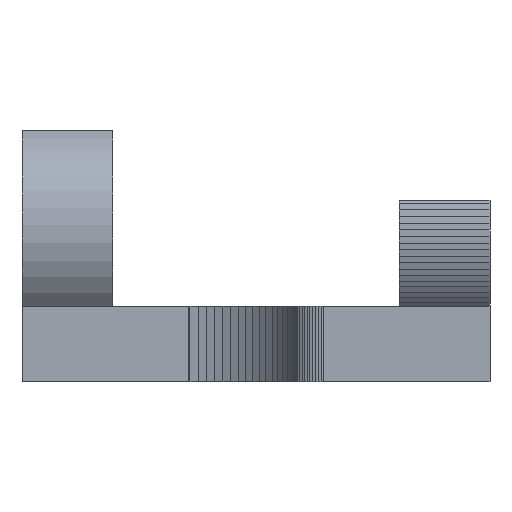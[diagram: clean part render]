
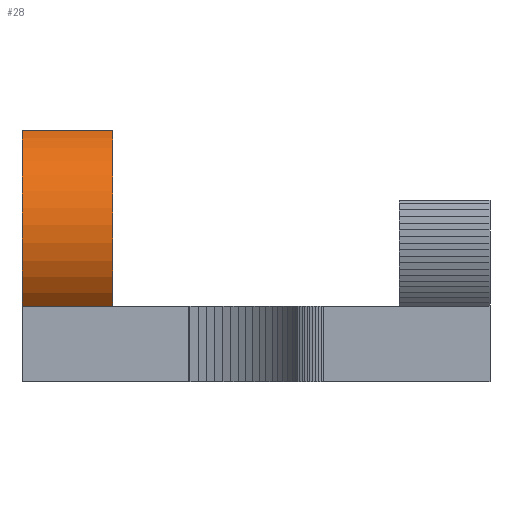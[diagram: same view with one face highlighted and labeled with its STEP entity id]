
A CAD part, left-side view. The second image highlights one B-rep face of the part: STEP entity #28.
In plain terms, the highlighted cylindrical face has radius 7.1 mm (diameter 14.2 mm), a partial arc.
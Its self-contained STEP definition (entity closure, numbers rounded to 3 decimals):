
#28 = ADVANCED_FACE('',(#29),#44,.T.);
#29 = FACE_BOUND('',#30,.T.);
#30 = EDGE_LOOP('',(#31,#71,#97,#130));
#31 = ORIENTED_EDGE('',*,*,#32,.T.);
#32 = EDGE_CURVE('',#33,#35,#37,.T.);
#33 = VERTEX_POINT('',#34);
#34 = CARTESIAN_POINT('',(-2.5,28.,13.645));
#35 = VERTEX_POINT('',#36);
#36 = CARTESIAN_POINT('',(-5.041,28.,2.));
#37 = SURFACE_CURVE('',#38,(#43,#55),.PCURVE_S1.);
#38 = CIRCLE('',#39,7.1);
#39 = AXIS2_PLACEMENT_3D('',#40,#41,#42);
#40 = CARTESIAN_POINT('',(0.,28.,7.));
#41 = DIRECTION('',(0.,-1.,0.));
#42 = DIRECTION('',(1.,0.,0.));
#43 = PCURVE('',#44,#49);
#44 = CYLINDRICAL_SURFACE('',#45,7.1);
#45 = AXIS2_PLACEMENT_3D('',#46,#47,#48);
#46 = CARTESIAN_POINT('',(0.,28.,7.));
#47 = DIRECTION('',(0.,-1.,0.));
#48 = DIRECTION('',(1.,0.,0.));
#49 = DEFINITIONAL_REPRESENTATION('',(#50),#54);
#50 = LINE('',#51,#52);
#51 = CARTESIAN_POINT('',(0.,0.));
#52 = VECTOR('',#53,1.);
#53 = DIRECTION('',(1.,0.));
#54 = ( GEOMETRIC_REPRESENTATION_CONTEXT(2) 
PARAMETRIC_REPRESENTATION_CONTEXT() REPRESENTATION_CONTEXT('2D SPACE',''
  ) );
#55 = PCURVE('',#56,#61);
#56 = PLANE('',#57);
#57 = AXIS2_PLACEMENT_3D('',#58,#59,#60);
#58 = CARTESIAN_POINT('',(-2.5,28.,10.25));
#59 = DIRECTION('',(0.,1.,-0.));
#60 = DIRECTION('',(0.,0.,1.));
#61 = DEFINITIONAL_REPRESENTATION('',(#62),#70);
#62 = ( BOUNDED_CURVE() B_SPLINE_CURVE(2,(#63,#64,#65,#66,#67,#68,#69),
.UNSPECIFIED.,.F.,.F.) B_SPLINE_CURVE_WITH_KNOTS((1,2,2,2,2,1),(
    -2.094,0.,2.094,4.189,6.283,
8.378),.UNSPECIFIED.) CURVE() GEOMETRIC_REPRESENTATION_ITEM() 
RATIONAL_B_SPLINE_CURVE((1.,0.5,1.,0.5,1.,0.5,1.)) REPRESENTATION_ITEM(
  '') );
#63 = CARTESIAN_POINT('',(-3.25,9.6));
#64 = CARTESIAN_POINT('',(9.048,9.6));
#65 = CARTESIAN_POINT('',(2.899,-1.05));
#66 = CARTESIAN_POINT('',(-3.25,-11.7));
#67 = CARTESIAN_POINT('',(-9.398,-1.05));
#68 = CARTESIAN_POINT('',(-15.547,9.6));
#69 = CARTESIAN_POINT('',(-3.25,9.6));
#70 = ( GEOMETRIC_REPRESENTATION_CONTEXT(2) 
PARAMETRIC_REPRESENTATION_CONTEXT() REPRESENTATION_CONTEXT('2D SPACE',''
  ) );
#71 = ORIENTED_EDGE('',*,*,#72,.T.);
#72 = EDGE_CURVE('',#35,#73,#75,.T.);
#73 = VERTEX_POINT('',#74);
#74 = CARTESIAN_POINT('',(-5.041,22.,2.));
#75 = SURFACE_CURVE('',#76,(#80,#86),.PCURVE_S1.);
#76 = LINE('',#77,#78);
#77 = CARTESIAN_POINT('',(-5.041,28.,2.));
#78 = VECTOR('',#79,1.);
#79 = DIRECTION('',(0.,-1.,0.));
#80 = PCURVE('',#44,#81);
#81 = DEFINITIONAL_REPRESENTATION('',(#82),#85);
#82 = B_SPLINE_CURVE_WITH_KNOTS('',1,(#83,#84),.UNSPECIFIED.,.F.,.F.,(2,
    2),(0.,6.),.PIECEWISE_BEZIER_KNOTS.);
#83 = CARTESIAN_POINT('',(3.923,0.));
#84 = CARTESIAN_POINT('',(3.923,6.));
#85 = ( GEOMETRIC_REPRESENTATION_CONTEXT(2) 
PARAMETRIC_REPRESENTATION_CONTEXT() REPRESENTATION_CONTEXT('2D SPACE',''
  ) );
#86 = PCURVE('',#87,#92);
#87 = PLANE('',#88);
#88 = AXIS2_PLACEMENT_3D('',#89,#90,#91);
#89 = CARTESIAN_POINT('',(0.062,11.772,2.));
#90 = DIRECTION('',(0.,0.,1.));
#91 = DIRECTION('',(1.,0.,0.));
#92 = DEFINITIONAL_REPRESENTATION('',(#93),#96);
#93 = B_SPLINE_CURVE_WITH_KNOTS('',1,(#94,#95),.UNSPECIFIED.,.F.,.F.,(2,
    2),(0.,6.),.PIECEWISE_BEZIER_KNOTS.);
#94 = CARTESIAN_POINT('',(-5.103,16.228));
#95 = CARTESIAN_POINT('',(-5.103,10.228));
#96 = ( GEOMETRIC_REPRESENTATION_CONTEXT(2) 
PARAMETRIC_REPRESENTATION_CONTEXT() REPRESENTATION_CONTEXT('2D SPACE',''
  ) );
#97 = ORIENTED_EDGE('',*,*,#98,.F.);
#98 = EDGE_CURVE('',#99,#73,#101,.T.);
#99 = VERTEX_POINT('',#100);
#100 = CARTESIAN_POINT('',(-2.5,22.,13.645));
#101 = SURFACE_CURVE('',#102,(#107,#114),.PCURVE_S1.);
#102 = CIRCLE('',#103,7.1);
#103 = AXIS2_PLACEMENT_3D('',#104,#105,#106);
#104 = CARTESIAN_POINT('',(0.,22.,7.));
#105 = DIRECTION('',(0.,-1.,0.));
#106 = DIRECTION('',(1.,0.,0.));
#107 = PCURVE('',#44,#108);
#108 = DEFINITIONAL_REPRESENTATION('',(#109),#113);
#109 = LINE('',#110,#111);
#110 = CARTESIAN_POINT('',(0.,6.));
#111 = VECTOR('',#112,1.);
#112 = DIRECTION('',(1.,0.));
#113 = ( GEOMETRIC_REPRESENTATION_CONTEXT(2) 
PARAMETRIC_REPRESENTATION_CONTEXT() REPRESENTATION_CONTEXT('2D SPACE',''
  ) );
#114 = PCURVE('',#115,#120);
#115 = PLANE('',#116);
#116 = AXIS2_PLACEMENT_3D('',#117,#118,#119);
#117 = CARTESIAN_POINT('',(-2.5,22.,13.645));
#118 = DIRECTION('',(0.,1.,0.));
#119 = DIRECTION('',(0.,-0.,1.));
#120 = DEFINITIONAL_REPRESENTATION('',(#121),#129);
#121 = ( BOUNDED_CURVE() B_SPLINE_CURVE(2,(#122,#123,#124,#125,#126,#127
,#128),.UNSPECIFIED.,.T.,.F.) B_SPLINE_CURVE_WITH_KNOTS((1,2,2,2,2,1),(
    -2.094,0.,2.094,4.189,6.283,
8.378),.UNSPECIFIED.) CURVE() GEOMETRIC_REPRESENTATION_ITEM() 
RATIONAL_B_SPLINE_CURVE((1.,0.5,1.,0.5,1.,0.5,1.)) REPRESENTATION_ITEM(
  '') );
#122 = CARTESIAN_POINT('',(-6.645,9.6));
#123 = CARTESIAN_POINT('',(5.652,9.6));
#124 = CARTESIAN_POINT('',(-0.497,-1.05));
#125 = CARTESIAN_POINT('',(-6.645,-11.7));
#126 = CARTESIAN_POINT('',(-12.794,-1.05));
#127 = CARTESIAN_POINT('',(-18.943,9.6));
#128 = CARTESIAN_POINT('',(-6.645,9.6));
#129 = ( GEOMETRIC_REPRESENTATION_CONTEXT(2) 
PARAMETRIC_REPRESENTATION_CONTEXT() REPRESENTATION_CONTEXT('2D SPACE',''
  ) );
#130 = ORIENTED_EDGE('',*,*,#131,.F.);
#131 = EDGE_CURVE('',#33,#99,#132,.T.);
#132 = SURFACE_CURVE('',#133,(#137,#143),.PCURVE_S1.);
#133 = LINE('',#134,#135);
#134 = CARTESIAN_POINT('',(-2.5,28.,13.645));
#135 = VECTOR('',#136,1.);
#136 = DIRECTION('',(0.,-1.,0.));
#137 = PCURVE('',#44,#138);
#138 = DEFINITIONAL_REPRESENTATION('',(#139),#142);
#139 = B_SPLINE_CURVE_WITH_KNOTS('',1,(#140,#141),.UNSPECIFIED.,.F.,.F.,
  (2,2),(0.,6.),.PIECEWISE_BEZIER_KNOTS.);
#140 = CARTESIAN_POINT('',(1.931,0.));
#141 = CARTESIAN_POINT('',(1.931,6.));
#142 = ( GEOMETRIC_REPRESENTATION_CONTEXT(2) 
PARAMETRIC_REPRESENTATION_CONTEXT() REPRESENTATION_CONTEXT('2D SPACE',''
  ) );
#143 = PCURVE('',#144,#149);
#144 = PLANE('',#145);
#145 = AXIS2_PLACEMENT_3D('',#146,#147,#148);
#146 = CARTESIAN_POINT('',(-2.5,22.,10.));
#147 = DIRECTION('',(1.,0.,0.));
#148 = DIRECTION('',(0.,0.,1.));
#149 = DEFINITIONAL_REPRESENTATION('',(#150),#153);
#150 = B_SPLINE_CURVE_WITH_KNOTS('',1,(#151,#152),.UNSPECIFIED.,.F.,.F.,
  (2,2),(0.,6.),.PIECEWISE_BEZIER_KNOTS.);
#151 = CARTESIAN_POINT('',(3.645,-6.));
#152 = CARTESIAN_POINT('',(3.645,0.));
#153 = ( GEOMETRIC_REPRESENTATION_CONTEXT(2) 
PARAMETRIC_REPRESENTATION_CONTEXT() REPRESENTATION_CONTEXT('2D SPACE',''
  ) );
